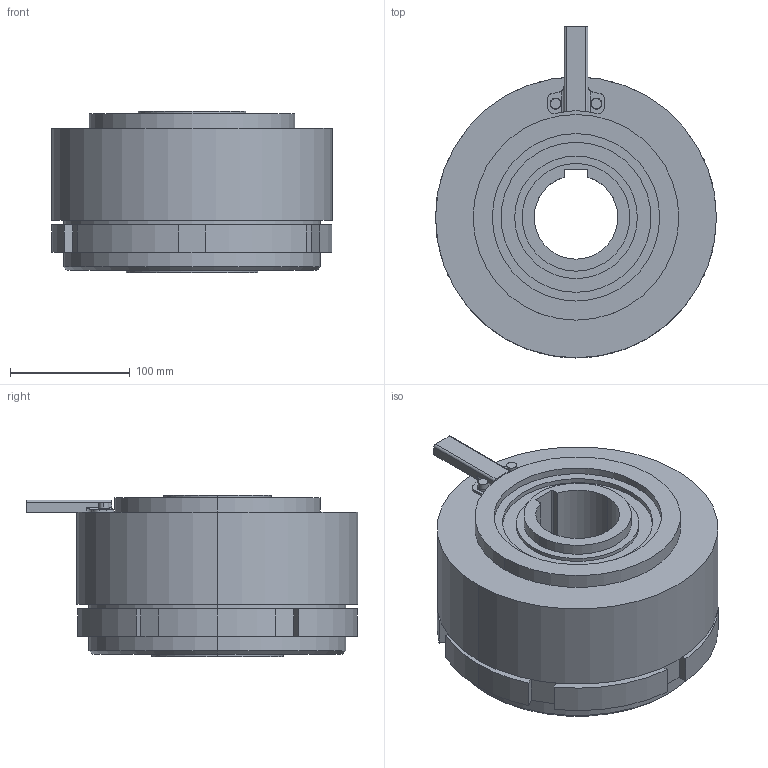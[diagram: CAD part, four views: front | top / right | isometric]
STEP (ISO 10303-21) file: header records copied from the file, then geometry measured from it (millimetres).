
FILE_DESCRIPTION (( 'STEP AP203' ), '1' );
FILE_NAME ('MDC 80_23634100_乾式多板電磁クラッチ組立.STEP', '2016-03-28T04:21:29', ( ' ' ), ( '' ), 'SwSTEP 2.0', 'SolidWorks 2009', '' );
FILE_SCHEMA (( 'CONFIG_CONTROL_DESIGN' ));
Length unit declared in the file: millimetre
Products named in the file (1): MDC 80_23634100_乾式多板電磁クラッチ組立
Bounding box: 235 x 277.5 x 135 mm (x, y, z)
Volume: 4596293.3 mm3; surface area: 335039.2 mm2
Topology: 2 solids, 4 shells, 181 faces, 430 edges, 284 vertices
Faces by surface type: cylinder 104, plane 71, cone 4, torus 2
Entity records: 5509 total; most frequent: CARTESIAN_POINT 1032, DIRECTION 994, ORIENTED_EDGE 860, EDGE_CURVE 430, AXIS2_PLACEMENT_3D 392, VERTEX_POINT 284, EDGE_LOOP 214, LINE 210
